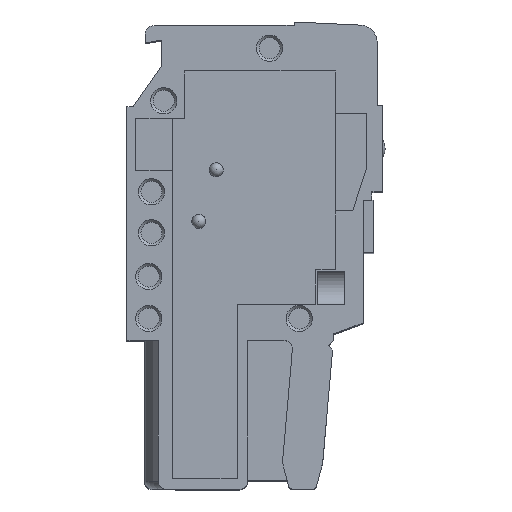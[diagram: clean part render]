
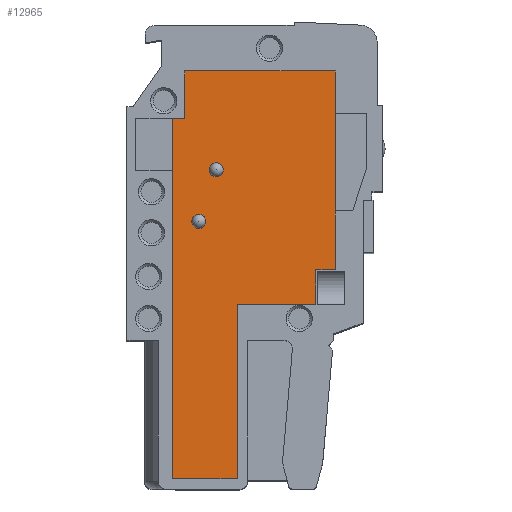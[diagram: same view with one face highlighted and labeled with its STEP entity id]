
A CAD part, top view. The second image highlights one B-rep face of the part: STEP entity #12965.
In plain terms, the highlighted planar face has unit normal (0, 0, 1).
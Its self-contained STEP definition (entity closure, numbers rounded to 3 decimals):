
#1251=LINE('',#20755,#2744);
#1270=LINE('',#20794,#2763);
#1278=LINE('',#20811,#2771);
#1281=LINE('',#20817,#2774);
#1285=LINE('',#20826,#2778);
#1288=LINE('',#20832,#2781);
#1291=LINE('',#20838,#2784);
#1294=LINE('',#20844,#2787);
#1297=LINE('',#20850,#2790);
#1299=LINE('',#20854,#2792);
#1302=LINE('',#20858,#2795);
#1358=LINE('',#21037,#2851);
#1359=LINE('',#21039,#2852);
#2744=VECTOR('',#16797,1000.);
#2763=VECTOR('',#16828,1000.);
#2771=VECTOR('',#16842,1000.);
#2774=VECTOR('',#16847,1000.);
#2778=VECTOR('',#16853,1000.);
#2781=VECTOR('',#16858,1000.);
#2784=VECTOR('',#16863,1000.);
#2787=VECTOR('',#16868,1000.);
#2790=VECTOR('',#16873,1000.);
#2792=VECTOR('',#16877,1000.);
#2795=VECTOR('',#16882,1000.);
#2851=VECTOR('',#16996,1000.);
#2852=VECTOR('',#16999,1000.);
#3534=PLANE('',#13963);
#6592=ORIENTED_EDGE('',*,*,#8630,.F.);
#6593=ORIENTED_EDGE('',*,*,#8698,.T.);
#6594=ORIENTED_EDGE('',*,*,#8647,.T.);
#6595=ORIENTED_EDGE('',*,*,#8695,.T.);
#6596=ORIENTED_EDGE('',*,*,#8693,.T.);
#6597=ORIENTED_EDGE('',*,*,#8690,.T.);
#6598=ORIENTED_EDGE('',*,*,#8687,.T.);
#6599=ORIENTED_EDGE('',*,*,#8684,.T.);
#6600=ORIENTED_EDGE('',*,*,#8681,.T.);
#6601=ORIENTED_EDGE('',*,*,#8764,.T.);
#6602=ORIENTED_EDGE('',*,*,#8666,.T.);
#6603=ORIENTED_EDGE('',*,*,#8765,.T.);
#6604=ORIENTED_EDGE('',*,*,#8677,.T.);
#6605=ORIENTED_EDGE('',*,*,#8674,.T.);
#6606=ORIENTED_EDGE('',*,*,#8629,.F.);
#8629=EDGE_CURVE('',#9990,#9990,#10448,.T.);
#8630=EDGE_CURVE('',#9991,#9991,#10449,.T.);
#8647=EDGE_CURVE('',#10004,#10005,#1251,.T.);
#8666=EDGE_CURVE('',#10017,#10018,#1270,.T.);
#8674=EDGE_CURVE('',#10024,#10023,#1278,.T.);
#8677=EDGE_CURVE('',#10026,#10024,#1281,.T.);
#8681=EDGE_CURVE('',#10030,#10029,#1285,.T.);
#8684=EDGE_CURVE('',#10032,#10030,#1288,.T.);
#8687=EDGE_CURVE('',#10034,#10032,#1291,.T.);
#8690=EDGE_CURVE('',#10036,#10034,#1294,.T.);
#8693=EDGE_CURVE('',#10038,#10036,#1297,.T.);
#8695=EDGE_CURVE('',#10005,#10038,#1299,.T.);
#8698=EDGE_CURVE('',#10023,#10004,#1302,.T.);
#8764=EDGE_CURVE('',#10029,#10017,#1358,.T.);
#8765=EDGE_CURVE('',#10018,#10026,#1359,.T.);
#9990=VERTEX_POINT('',#20717);
#9991=VERTEX_POINT('',#20720);
#10004=VERTEX_POINT('',#20756);
#10005=VERTEX_POINT('',#20757);
#10017=VERTEX_POINT('',#20791);
#10018=VERTEX_POINT('',#20795);
#10023=VERTEX_POINT('',#20810);
#10024=VERTEX_POINT('',#20812);
#10026=VERTEX_POINT('',#20818);
#10029=VERTEX_POINT('',#20825);
#10030=VERTEX_POINT('',#20827);
#10032=VERTEX_POINT('',#20833);
#10034=VERTEX_POINT('',#20839);
#10036=VERTEX_POINT('',#20845);
#10038=VERTEX_POINT('',#20851);
#10448=CIRCLE('',#13907,0.403);
#10449=CIRCLE('',#13909,0.403);
#11242=EDGE_LOOP('',(#6592));
#11243=EDGE_LOOP('',(#6593,#6594,#6595,#6596,#6597,#6598,#6599,#6600,#6601,
#6602,#6603,#6604,#6605));
#11244=EDGE_LOOP('',(#6606));
#12169=FACE_BOUND('',#11242,.T.);
#12170=FACE_BOUND('',#11243,.T.);
#12171=FACE_BOUND('',#11244,.T.);
#12965=ADVANCED_FACE('',(#12169,#12170,#12171),#3534,.T.);
#13907=AXIS2_PLACEMENT_3D('',#20716,#16763,#16764);
#13909=AXIS2_PLACEMENT_3D('',#20719,#16767,#16768);
#13963=AXIS2_PLACEMENT_3D('',#21041,#17001,#17002);
#16763=DIRECTION('',(0.,0.,1.));
#16764=DIRECTION('',(1.,0.,0.));
#16767=DIRECTION('',(0.,0.,1.));
#16768=DIRECTION('',(1.,0.,0.));
#16797=DIRECTION('',(0.,-1.,0.));
#16828=DIRECTION('',(0.,1.,0.));
#16842=DIRECTION('',(0.,-1.,0.));
#16847=DIRECTION('',(-1.,0.,0.));
#16853=DIRECTION('',(1.,0.,0.));
#16858=DIRECTION('',(0.,1.,0.));
#16863=DIRECTION('',(1.,0.,0.));
#16868=DIRECTION('',(0.,1.,0.));
#16873=DIRECTION('',(1.,0.,0.));
#16877=DIRECTION('',(0.,-1.,0.));
#16882=DIRECTION('',(-1.,0.,0.));
#16996=DIRECTION('',(0.,1.,0.));
#16999=DIRECTION('',(0.,1.,0.));
#17001=DIRECTION('',(0.,0.,1.));
#17002=DIRECTION('',(1.,0.,0.));
#20716=CARTESIAN_POINT('',(-15.03,15.3,7.551));
#20717=CARTESIAN_POINT('',(-14.627,15.3,7.551));
#20719=CARTESIAN_POINT('',(-14.03,18.25,7.551));
#20720=CARTESIAN_POINT('',(-13.627,18.25,7.551));
#20755=CARTESIAN_POINT('',(-16.533,21.2,7.551));
#20756=CARTESIAN_POINT('',(-16.533,21.2,7.551));
#20757=CARTESIAN_POINT('',(-16.533,18.2,7.551));
#20791=CARTESIAN_POINT('',(-7.233,15.9,7.551));
#20794=CARTESIAN_POINT('',(-7.233,12.55,7.551));
#20795=CARTESIAN_POINT('',(-7.233,21.45,7.551));
#20810=CARTESIAN_POINT('',(-15.833,21.2,7.551));
#20811=CARTESIAN_POINT('',(-15.833,23.9,7.551));
#20812=CARTESIAN_POINT('',(-15.833,23.9,7.551));
#20817=CARTESIAN_POINT('',(-7.233,23.9,7.551));
#20818=CARTESIAN_POINT('',(-7.233,23.9,7.551));
#20825=CARTESIAN_POINT('',(-7.233,12.55,7.551));
#20826=CARTESIAN_POINT('',(-8.333,12.55,7.551));
#20827=CARTESIAN_POINT('',(-8.333,12.55,7.551));
#20832=CARTESIAN_POINT('',(-8.333,10.55,7.551));
#20833=CARTESIAN_POINT('',(-8.333,10.55,7.551));
#20838=CARTESIAN_POINT('',(-12.833,10.55,7.551));
#20839=CARTESIAN_POINT('',(-12.833,10.55,7.551));
#20844=CARTESIAN_POINT('',(-12.833,0.6,7.551));
#20845=CARTESIAN_POINT('',(-12.833,0.6,7.551));
#20850=CARTESIAN_POINT('',(-16.533,0.6,7.551));
#20851=CARTESIAN_POINT('',(-16.533,0.6,7.551));
#20854=CARTESIAN_POINT('',(-16.533,21.2,7.551));
#20858=CARTESIAN_POINT('',(-15.833,21.2,7.551));
#21037=CARTESIAN_POINT('',(-7.233,12.55,7.551));
#21039=CARTESIAN_POINT('',(-7.233,12.55,7.551));
#21041=CARTESIAN_POINT('',(-16.533,21.2,7.551));
